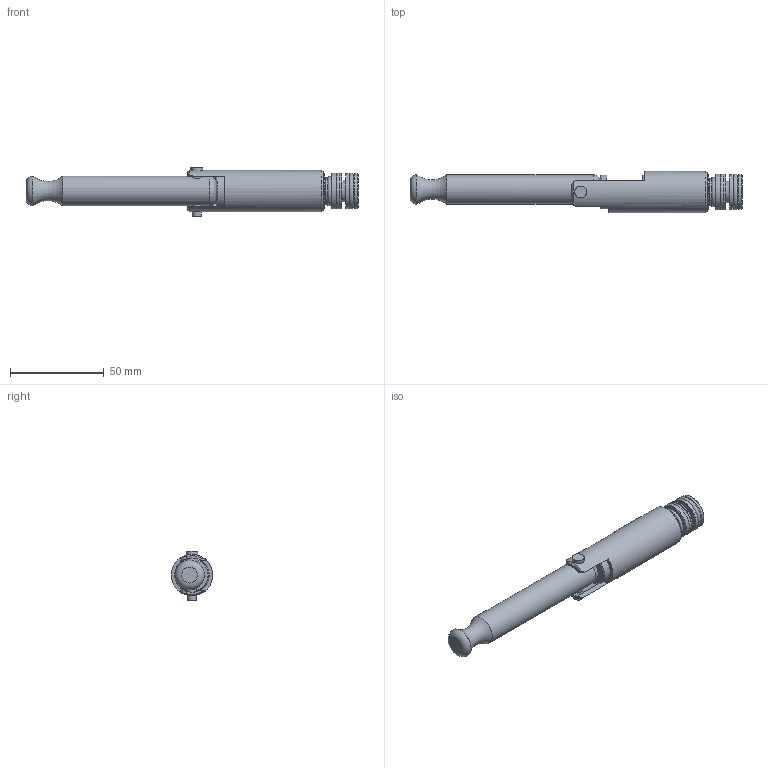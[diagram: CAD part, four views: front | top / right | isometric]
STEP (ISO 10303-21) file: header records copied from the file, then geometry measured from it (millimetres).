
FILE_DESCRIPTION(/* description */ (''),/* implementation_level */ '2;1');
FILE_NAME(/* name */ 'JNL1-0750.stp',/* time_stamp */ '2014-10-07T14:59:31-05:00',/* author */ ('scottg'),/* organization */ ('FasTest,Inc.'),/* preprocessor_version */ 'ST-DEVELOPER v15.2',/* originating_system */ 'Autodesk Inventor 2014',/* authorisation */ '');
FILE_SCHEMA (('AUTOMOTIVE_DESIGN { 1 0 10303 214 3 1 1 }'));
Length unit declared in the file: inch
Products named in the file (1): JNL1-0750
Bounding box: 177.47 x 22.1 x 26.42 mm (x, y, z)
Volume: 42433.5 mm3; surface area: 16854.8 mm2
Topology: 1 solids, 2 shells, 100 faces, 221 edges, 141 vertices
Faces by surface type: plane 53, cylinder 24, cone 16, torus 7
Full cylindrical faces by diameter (mm): 4.343 x1, 4.762 x1, 4.826 x2, 6.35 x2, 7.95 x1, 9.119 x2, 14.148 x1, 15.875 x2, 18.136 x1, 18.339 x1, 18.618 x1, 18.669 x1, 18.694 x1, 19.05 x2, 22.098 x1
Entity records: 2732 total; most frequent: CARTESIAN_POINT 706, DIRECTION 428, ORIENTED_EDGE 334, AXIS2_PLACEMENT_3D 179, EDGE_CURVE 166, EDGE_LOOP 164, VERTEX_POINT 128, ADVANCED_FACE 100
